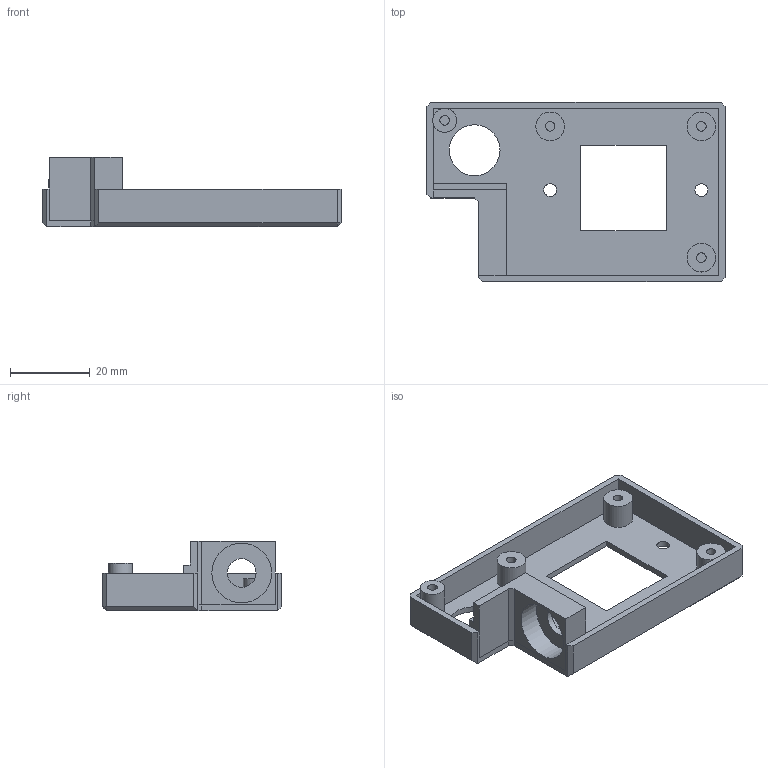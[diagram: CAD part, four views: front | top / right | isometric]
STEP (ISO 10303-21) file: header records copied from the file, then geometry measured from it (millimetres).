
FILE_DESCRIPTION(('FreeCAD Model'),'2;1');
FILE_NAME('tinyboy2-bottom-case-oled-x1.step', '2021-06-27T10:55:37',('Author'),(''), 'Open CASCADE STEP processor 7.3','FreeCAD','Unknown');
FILE_SCHEMA(('AUTOMOTIVE_DESIGN { 1 0 10303 214 1 1 1 1 }'));
Length unit declared in the file: millimetre
Products named in the file (1): case.bottom_(Mirror_#2)
Bounding box: 75 x 45 x 17.5 mm (x, y, z)
Volume: 9179 mm3; surface area: 10815.5 mm2
Topology: 1 solids, 1 shells, 65 faces, 150 edges, 95 vertices
Faces by surface type: plane 52, cylinder 13
Full cylindrical faces by diameter (mm): 2.4 x4, 3.2 x2, 6 x1, 7.2 x4, 12.8 x1, 15 x1
Entity records: 3895 total; most frequent: CARTESIAN_POINT 791, DIRECTION 582, LINE 390, VECTOR 390, ORIENTED_EDGE 300, PCURVE 300, DEFINITIONAL_REPRESENTATION 300, EDGE_CURVE 150
